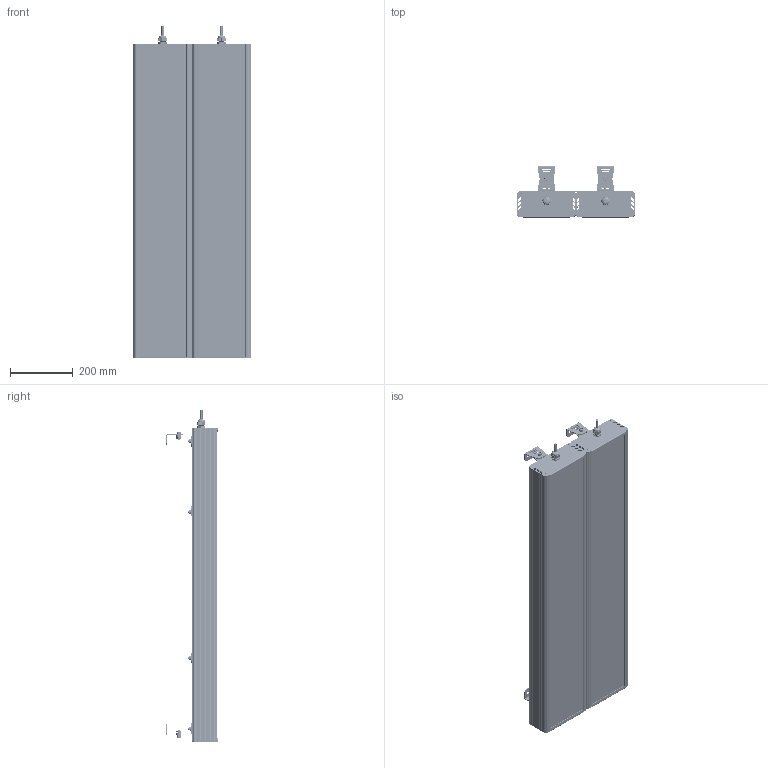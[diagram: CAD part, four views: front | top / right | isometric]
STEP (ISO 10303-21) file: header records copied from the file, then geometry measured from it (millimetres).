
FILE_DESCRIPTION(('STEP AP214'), '1');
FILE_NAME('001.0079.54.000 ÃÑÏ-Ýêñòðà-400', '2023-10-24T05:48:24', ('Ëóêîíèí'), ('ÎÊÁ Ñâîé Ñòèëü'), 'C3D Converter', 'C3D Toolkit', '');
FILE_SCHEMA(('AUTOMOTIVE_DESIGN { 1 0 10303 214 3 1 1}'));
Length unit declared in the file: millimetre
Products named in the file (42): 001.0079.54.000; 001.0079.39.000; 001.0065.01.000
Assembly tree (91 placements, depth 5):
  001.0079.54.000
    001.0079.39.000  x2
      (unnamed)
        (unnamed)
        (unnamed)
        (unnamed)
        (unnamed)  x6
        (unnamed)  x6
        (unnamed)
        (unnamed)
        (unnamed)
        (unnamed)
          (unnamed)
        (unnamed)  x20
          (unnamed)
          (unnamed)
          (unnamed)
          (unnamed)
          (unnamed)
          (unnamed)
          (unnamed)
          (unnamed)
          (unnamed)
      001.0065.01.000
        (unnamed)
        (unnamed)  x2
        (unnamed)
        (unnamed)
        (unnamed)
        (unnamed)
        (unnamed)
        (unnamed)
        (unnamed)
    (unnamed)  x2
      (unnamed)
      (unnamed)
      (unnamed)
      (unnamed)
      (unnamed)
      (unnamed)
      (unnamed)
      (unnamed)
Bounding box: 374.75 x 164.65 x 1056.43 mm (x, y, z)
Volume: 5972739 mm3; surface area: 4650383.1 mm2
Topology: 1386 solids, 1386 shells, 15180 faces, 36010 edges, 24014 vertices
Faces by surface type: plane 10328, cylinder 4192, cone 404, bspline 186, sphere 40, torus 30
Full cylindrical faces by diameter (mm): 1 x40, 2 x80, 2.5 x160, 2.8 x1000, 3.2 x40, 3.5 x200, 4 x24, 4.917 x8, 6 x16, 6.375 x4, 6.6 x8, 8 x32, 8.5 x16, 11 x8, 12 x6, 12.5 x2, 13.333 x4, 16 x10, 18.5 x6, 20 x2, 23.5 x2
Entity records: 103018 total; most frequent: CARTESIAN_POINT 44640, ORIENTED_EDGE 10758, DIRECTION 10018, EDGE_CURVE 5379, VERTEX_POINT 3681, AXIS2_PLACEMENT_3D 3402, LINE 3214, VECTOR 3214
